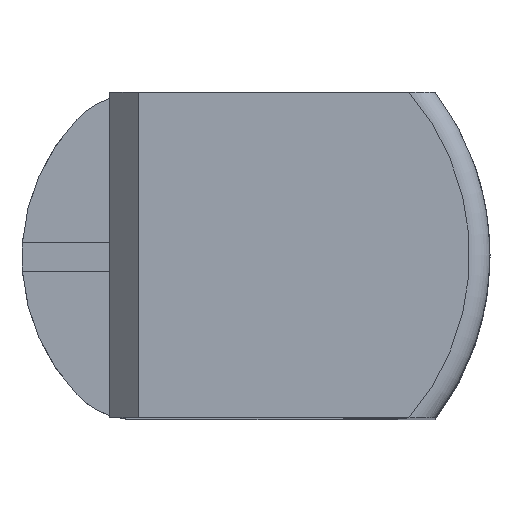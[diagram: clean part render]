
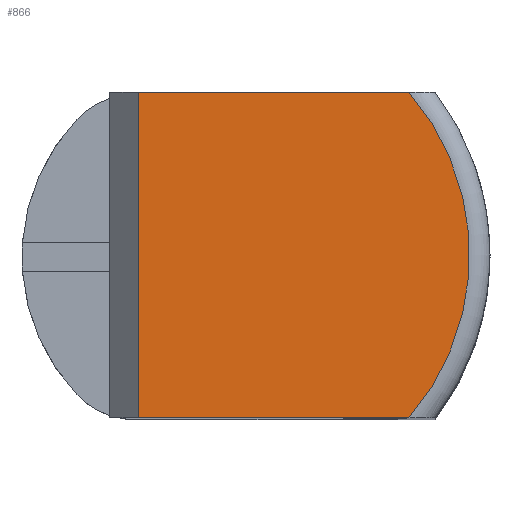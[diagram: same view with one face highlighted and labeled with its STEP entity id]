
A CAD part, top view. The second image highlights one B-rep face of the part: STEP entity #866.
In plain terms, the highlighted planar face has unit normal (0, 0, 1).
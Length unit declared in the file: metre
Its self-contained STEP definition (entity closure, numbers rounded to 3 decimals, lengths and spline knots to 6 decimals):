
#37=CIRCLE('',#926,0.0061);
#69=ORIENTED_EDGE('',*,*,#333,.T.);
#70=ORIENTED_EDGE('',*,*,#334,.T.);
#71=ORIENTED_EDGE('',*,*,#335,.F.);
#72=ORIENTED_EDGE('',*,*,#336,.T.);
#333=EDGE_CURVE('',#465,#466,#553,.T.);
#334=EDGE_CURVE('',#466,#467,#554,.T.);
#335=EDGE_CURVE('',#468,#467,#555,.T.);
#336=EDGE_CURVE('',#468,#465,#37,.T.);
#465=VERTEX_POINT('',#1256);
#466=VERTEX_POINT('',#1257);
#467=VERTEX_POINT('',#1259);
#468=VERTEX_POINT('',#1261);
#553=LINE('',#1255,#645);
#554=LINE('',#1258,#646);
#555=LINE('',#1260,#647);
#645=VECTOR('',#1007,1.);
#646=VECTOR('',#1008,1.);
#647=VECTOR('',#1009,1.);
#737=EDGE_LOOP('',(#69,#70,#71,#72));
#787=FACE_BOUND('',#737,.T.);
#837=PLANE('',#925);
#866=ADVANCED_FACE('',(#787),#837,.T.);
#925=AXIS2_PLACEMENT_3D('',#1254,#1005,#1006);
#926=AXIS2_PLACEMENT_3D('',#1262,#1010,#1011);
#1005=DIRECTION('',(0.,0.,1.));
#1006=DIRECTION('',(0.,1.,0.));
#1007=DIRECTION('',(-1.,0.,0.));
#1008=DIRECTION('',(0.,-1.,0.));
#1009=DIRECTION('',(-1.,0.,0.));
#1010=DIRECTION('',(0.,0.,1.));
#1011=DIRECTION('',(1.,0.,0.));
#1254=CARTESIAN_POINT('',(0.001513,0.00254,0.02851));
#1255=CARTESIAN_POINT('',(0.001429,0.004,0.02851));
#1256=CARTESIAN_POINT('',(0.004605,0.004,0.02851));
#1257=CARTESIAN_POINT('',(-0.002042,0.004,0.02851));
#1258=CARTESIAN_POINT('',(-0.002042,-0.004,0.02851));
#1259=CARTESIAN_POINT('',(-0.002042,-0.004,0.02851));
#1260=CARTESIAN_POINT('',(0.001429,-0.004,0.02851));
#1261=CARTESIAN_POINT('',(0.004605,-0.004,0.02851));
#1262=CARTESIAN_POINT('',(0.,0.,0.02851));
